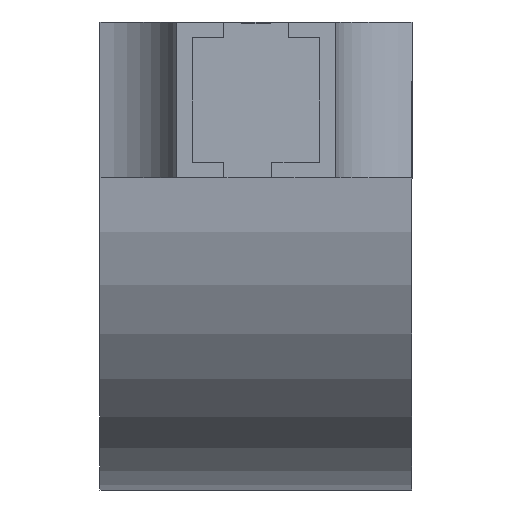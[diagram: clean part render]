
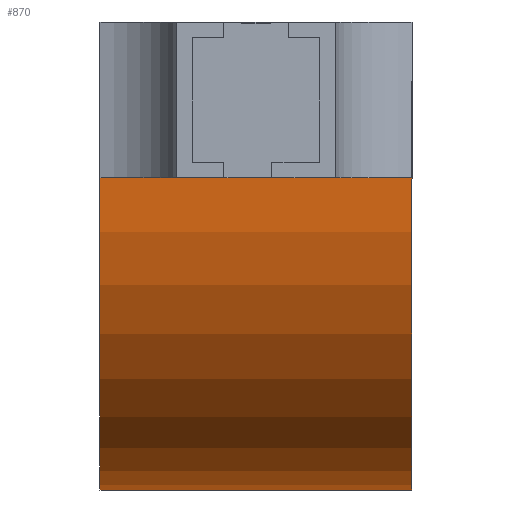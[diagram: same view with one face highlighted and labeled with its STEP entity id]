
A CAD part, left-side view. The second image highlights one B-rep face of the part: STEP entity #870.
In plain terms, the highlighted cylindrical face has radius 1 mm (diameter 2 mm), a partial arc.
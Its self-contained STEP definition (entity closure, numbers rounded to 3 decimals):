
#6 = EDGE_CURVE ( 'NONE', #165, #5532, #3730, .T. ) ;
#100 = AXIS2_PLACEMENT_3D ( 'NONE', #111, #1409, #1451 ) ;
#107 = AXIS2_PLACEMENT_3D ( 'NONE', #3874, #4748, #2615 ) ;
#111 = CARTESIAN_POINT ( 'NONE',  ( 0., 1., 0.25 ) ) ;
#165 = VERTEX_POINT ( 'NONE', #957 ) ;
#283 = VECTOR ( 'NONE', #645, 1000. ) ;
#438 = CARTESIAN_POINT ( 'NONE',  ( -1., 1., 0.25 ) ) ;
#451 = VERTEX_POINT ( 'NONE', #4614 ) ;
#464 = DIRECTION ( 'NONE',  ( 0., -1., 0. ) ) ;
#645 = DIRECTION ( 'NONE',  ( 0., -1., 0. ) ) ;
#791 = ORIENTED_EDGE ( 'NONE', *, *, #6, .F. ) ;
#870 = ADVANCED_FACE ( 'NONE', ( #2570 ), #5338, .T. ) ;
#957 = CARTESIAN_POINT ( 'NONE',  ( -1., 1., 0.25 ) ) ;
#1071 = CARTESIAN_POINT ( 'NONE',  ( 0., 1., -0.75 ) ) ;
#1144 = CIRCLE ( 'NONE', #107, 1. ) ;
#1149 = VERTEX_POINT ( 'NONE', #4405 ) ;
#1332 = CARTESIAN_POINT ( 'NONE',  ( -1., 1., 0.25 ) ) ;
#1405 = LINE ( 'NONE', #1332, #3678 ) ;
#1409 = DIRECTION ( 'NONE',  ( 0., -1., 0. ) ) ;
#1451 = DIRECTION ( 'NONE',  ( 0., 0., -1. ) ) ;
#1569 = VECTOR ( 'NONE', #3409, 1000. ) ;
#1642 = CARTESIAN_POINT ( 'NONE',  ( -1., 0.449, 0.25 ) ) ;
#1682 = EDGE_CURVE ( 'NONE', #4604, #1149, #3906, .T. ) ;
#1838 = AXIS2_PLACEMENT_3D ( 'NONE', #4494, #3597, #4549 ) ;
#1903 = ORIENTED_EDGE ( 'NONE', *, *, #2958, .F. ) ;
#2033 = CIRCLE ( 'NONE', #1838, 1. ) ;
#2170 = CARTESIAN_POINT ( 'NONE',  ( 0., 1., -0.75 ) ) ;
#2225 = VECTOR ( 'NONE', #3065, 1000. ) ;
#2499 = CARTESIAN_POINT ( 'NONE',  ( -1., 0.8, 0.25 ) ) ;
#2529 = ORIENTED_EDGE ( 'NONE', *, *, #3207, .F. ) ;
#2570 = FACE_OUTER_BOUND ( 'NONE', #2789, .T. ) ;
#2615 = DIRECTION ( 'NONE',  ( 0., 0., -1. ) ) ;
#2670 = ORIENTED_EDGE ( 'NONE', *, *, #4770, .T. ) ;
#2774 = CARTESIAN_POINT ( 'NONE',  ( -1., 1., 0.25 ) ) ;
#2789 = EDGE_LOOP ( 'NONE', ( #2529, #4902, #2670, #3732, #1903, #2984, #5039, #791 ) ) ;
#2958 = EDGE_CURVE ( 'NONE', #1149, #451, #4651, .T. ) ;
#2984 = ORIENTED_EDGE ( 'NONE', *, *, #1682, .F. ) ;
#3065 = DIRECTION ( 'NONE',  ( 0., -1., 0. ) ) ;
#3199 = CARTESIAN_POINT ( 'NONE',  ( 0., 0., -0.75 ) ) ;
#3207 = EDGE_CURVE ( 'NONE', #4739, #165, #2033, .T. ) ;
#3211 = DIRECTION ( 'NONE',  ( 0., -1., 0. ) ) ;
#3304 = VECTOR ( 'NONE', #4827, 1000. ) ;
#3352 = VERTEX_POINT ( 'NONE', #5358 ) ;
#3409 = DIRECTION ( 'NONE',  ( 0., -1., 0. ) ) ;
#3575 = CARTESIAN_POINT ( 'NONE',  ( -1., 0.915, 0.25 ) ) ;
#3597 = DIRECTION ( 'NONE',  ( 0., 1., 0. ) ) ;
#3654 = CARTESIAN_POINT ( 'NONE',  ( -1., 0.915, 0.25 ) ) ;
#3678 = VECTOR ( 'NONE', #464, 1000. ) ;
#3730 = LINE ( 'NONE', #2774, #4677 ) ;
#3732 = ORIENTED_EDGE ( 'NONE', *, *, #4733, .F. ) ;
#3874 = CARTESIAN_POINT ( 'NONE',  ( 0., 0., 0.25 ) ) ;
#3906 = LINE ( 'NONE', #438, #2225 ) ;
#4405 = CARTESIAN_POINT ( 'NONE',  ( -1., 0.449, 0.25 ) ) ;
#4494 = CARTESIAN_POINT ( 'NONE',  ( 0., 1., 0.25 ) ) ;
#4549 = DIRECTION ( 'NONE',  ( 0., 0., -1. ) ) ;
#4604 = VERTEX_POINT ( 'NONE', #2499 ) ;
#4614 = CARTESIAN_POINT ( 'NONE',  ( -1., 0.3, 0.25 ) ) ;
#4651 = LINE ( 'NONE', #1642, #1569 ) ;
#4677 = VECTOR ( 'NONE', #3211, 1000. ) ;
#4712 = LINE ( 'NONE', #1071, #3304 ) ;
#4733 = EDGE_CURVE ( 'NONE', #451, #3352, #1405, .T. ) ;
#4739 = VERTEX_POINT ( 'NONE', #2170 ) ;
#4748 = DIRECTION ( 'NONE',  ( 0., 1., 0. ) ) ;
#4770 = EDGE_CURVE ( 'NONE', #5208, #3352, #1144, .T. ) ;
#4827 = DIRECTION ( 'NONE',  ( 0., -1., 0. ) ) ;
#4902 = ORIENTED_EDGE ( 'NONE', *, *, #5241, .T. ) ;
#5018 = EDGE_CURVE ( 'NONE', #5532, #4604, #5326, .T. ) ;
#5039 = ORIENTED_EDGE ( 'NONE', *, *, #5018, .F. ) ;
#5208 = VERTEX_POINT ( 'NONE', #3199 ) ;
#5241 = EDGE_CURVE ( 'NONE', #4739, #5208, #4712, .T. ) ;
#5326 = LINE ( 'NONE', #3575, #283 ) ;
#5338 = CYLINDRICAL_SURFACE ( 'NONE', #100, 1. ) ;
#5358 = CARTESIAN_POINT ( 'NONE',  ( -1., 0., 0.25 ) ) ;
#5532 = VERTEX_POINT ( 'NONE', #3654 ) ;
